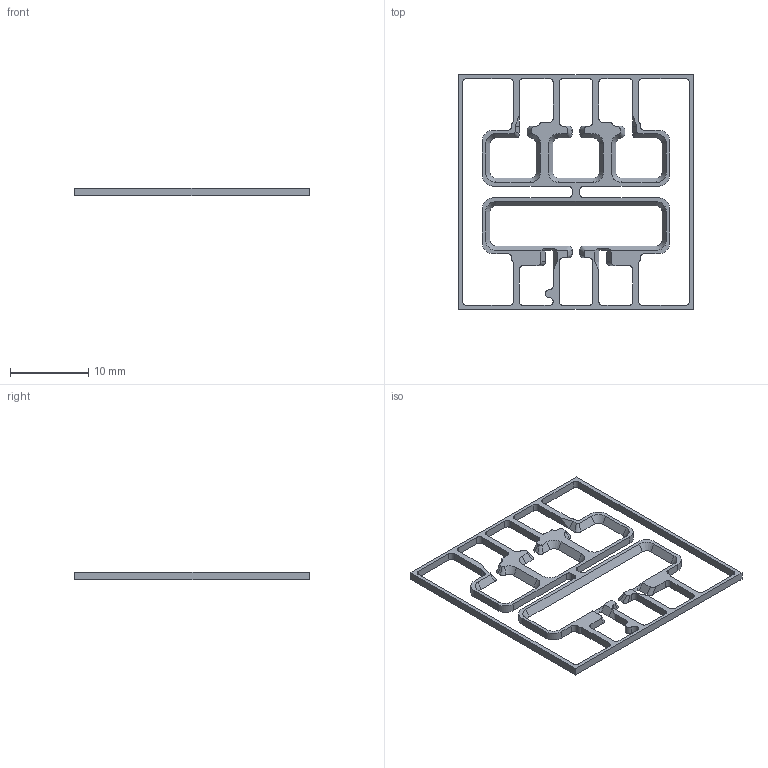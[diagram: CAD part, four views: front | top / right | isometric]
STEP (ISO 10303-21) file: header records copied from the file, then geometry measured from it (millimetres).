
FILE_DESCRIPTION(('Open CASCADE Model'),'2;1');
FILE_NAME('Open CASCADE Shape Model','2023-02-06T09:57:55',('Author'),( 'Open CASCADE'),'Open CASCADE STEP processor 7.6','Open CASCADE 7.6' ,'Unknown');
FILE_SCHEMA(('AUTOMOTIVE_DESIGN { 1 0 10303 214 1 1 1 1 }'));
Length unit declared in the file: millimetre
Products named in the file (5): CQ assembly; metal_mask_loft; metal_mask_loft_part; single_piece_mask; single_piece_mask_part
Assembly tree (4 placements, depth 4):
  CQ assembly
    metal_mask_loft
      metal_mask_loft_part
      single_piece_mask
        single_piece_mask_part
Bounding box: 30 x 30 x 1 mm (x, y, z)
Volume: 213.5 mm3; surface area: 1006.1 mm2
Topology: 1 solids, 1 shells, 228 faces, 693 edges, 461 vertices
Faces by surface type: plane 98, cylinder 74, bspline 44, cone 12
Entity records: 18535 total; most frequent: CARTESIAN_POINT 5349, DIRECTION 2278, ORIENTED_EDGE 1386, PCURVE 1386, DEFINITIONAL_REPRESENTATION 1386, LINE 1384, VECTOR 1384, EDGE_CURVE 693
